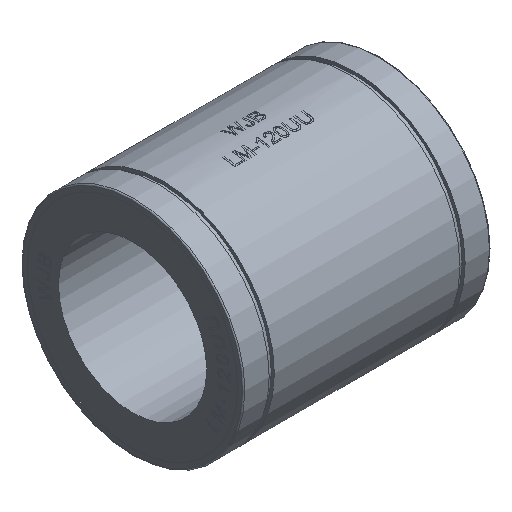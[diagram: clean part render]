
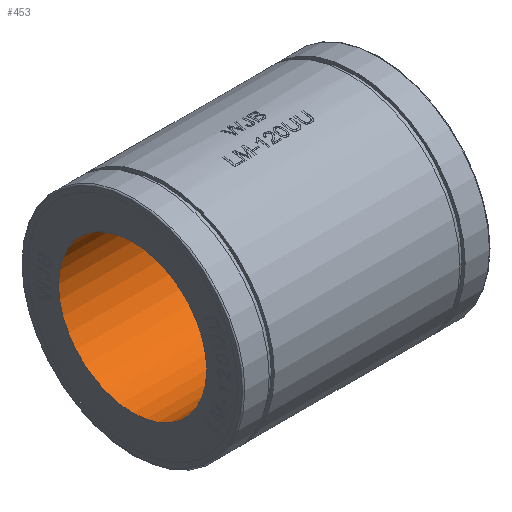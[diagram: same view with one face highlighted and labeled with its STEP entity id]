
A CAD part, isometric view. The second image highlights one B-rep face of the part: STEP entity #453.
In plain terms, the highlighted cylindrical face has radius 60 mm (diameter 120 mm), a full revolution.
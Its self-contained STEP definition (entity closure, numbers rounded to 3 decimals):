
#411=CYLINDRICAL_SURFACE('',#5433,60.);
#453=ADVANCED_FACE('',(#1037,#1038),#411,.F.);
#922=CIRCLE('',#5379,60.);
#924=CIRCLE('',#5382,60.);
#1037=FACE_BOUND('',#1121,.T.);
#1038=FACE_BOUND('',#1122,.T.);
#1121=EDGE_LOOP('',(#2533));
#1122=EDGE_LOOP('',(#2534));
#2533=ORIENTED_EDGE('',*,*,#4296,.F.);
#2534=ORIENTED_EDGE('',*,*,#4375,.T.);
#3798=VERTEX_POINT('',#6902);
#3877=VERTEX_POINT('',#7229);
#4296=EDGE_CURVE('',#3798,#3798,#922,.T.);
#4375=EDGE_CURVE('',#3877,#3877,#924,.T.);
#5379=AXIS2_PLACEMENT_3D('',#6901,#5670,#5671);
#5382=AXIS2_PLACEMENT_3D('',#7228,#5733,#5734);
#5433=AXIS2_PLACEMENT_3D('',#7936,#5881,#5882);
#5670=DIRECTION('',(-1.,0.,0.));
#5671=DIRECTION('',(0.,0.,-1.));
#5733=DIRECTION('',(-1.,0.,0.));
#5734=DIRECTION('',(0.,0.,1.));
#5881=DIRECTION('',(-1.,0.,0.));
#5882=DIRECTION('',(0.,0.,1.));
#6901=CARTESIAN_POINT('',(199.9,0.,0.));
#6902=CARTESIAN_POINT('',(199.9,0.,-60.));
#7228=CARTESIAN_POINT('',(0.1,0.,0.));
#7229=CARTESIAN_POINT('',(0.1,0.,60.));
#7936=CARTESIAN_POINT('',(55.,0.,0.));
